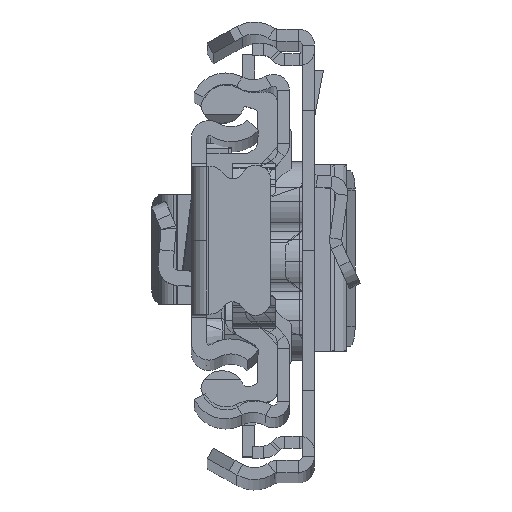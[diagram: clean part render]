
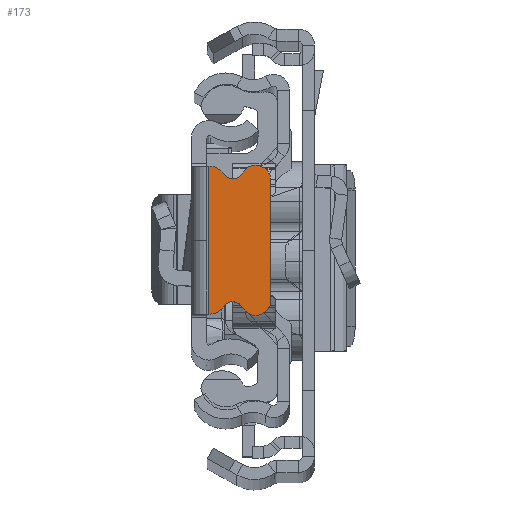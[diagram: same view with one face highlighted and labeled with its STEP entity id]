
A CAD part, top view. The second image highlights one B-rep face of the part: STEP entity #173.
In plain terms, the highlighted planar face has unit normal (0, 0, 1).
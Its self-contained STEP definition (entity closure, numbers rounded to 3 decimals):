
#173 = ADVANCED_FACE ( 'NONE', ( #12579 ), #14400, .T. ) ;
#199 = DIRECTION ( 'NONE',  ( 0., -1., 0. ) ) ;
#1092 = AXIS2_PLACEMENT_3D ( 'NONE', #1906, #2031, #9886 ) ;
#1138 = CARTESIAN_POINT ( 'NONE',  ( -7.929, 6., 0. ) ) ;
#1230 = VERTEX_POINT ( 'NONE', #11676 ) ;
#1520 = ORIENTED_EDGE ( 'NONE', *, *, #21471, .F. ) ;
#1808 = AXIS2_PLACEMENT_3D ( 'NONE', #9299, #9043, #24630 ) ;
#1892 = DIRECTION ( 'NONE',  ( -1., 0., 0. ) ) ;
#1906 = CARTESIAN_POINT ( 'NONE',  ( -1.929, 5.87, 0. ) ) ;
#2031 = DIRECTION ( 'NONE',  ( 0., 0., 1. ) ) ;
#2094 = EDGE_CURVE ( 'NONE', #20824, #17094, #25197, .T. ) ;
#3330 = CARTESIAN_POINT ( 'NONE',  ( -4.142, 7.236, 0. ) ) ;
#3609 = VERTEX_POINT ( 'NONE', #22494 ) ;
#3729 = CARTESIAN_POINT ( 'NONE',  ( -7.929, -6., 0. ) ) ;
#3993 = CIRCLE ( 'NONE', #1092, 1.5 ) ;
#4105 = CARTESIAN_POINT ( 'NONE',  ( -5.109, -6.713, 0. ) ) ;
#4976 = VERTEX_POINT ( 'NONE', #20269 ) ;
#5113 = AXIS2_PLACEMENT_3D ( 'NONE', #18459, #18087, #16141 ) ;
#5157 = CARTESIAN_POINT ( 'NONE',  ( -1.929, 7.37, 0. ) ) ;
#5259 = DIRECTION ( 'NONE',  ( 0., -1., 0. ) ) ;
#5323 = DIRECTION ( 'NONE',  ( -1., 0., 0. ) ) ;
#6030 = VERTEX_POINT ( 'NONE', #15742 ) ;
#6413 = VECTOR ( 'NONE', #5259, 1000. ) ;
#6731 = DIRECTION ( 'NONE',  ( 0., 0., 1. ) ) ;
#7007 = VECTOR ( 'NONE', #5323, 1000. ) ;
#7505 = EDGE_CURVE ( 'NONE', #1230, #22294, #18951, .T. ) ;
#7738 = CARTESIAN_POINT ( 'NONE',  ( -1.929, 7.37, 0. ) ) ;
#8178 = LINE ( 'NONE', #11794, #24114 ) ;
#8293 = AXIS2_PLACEMENT_3D ( 'NONE', #21722, #10129, #1892 ) ;
#8300 = CIRCLE ( 'NONE', #16532, 1.1 ) ;
#8389 = CIRCLE ( 'NONE', #1808, 1.5 ) ;
#9019 = VERTEX_POINT ( 'NONE', #9802 ) ;
#9043 = DIRECTION ( 'NONE',  ( 0., 0., 1. ) ) ;
#9165 = CIRCLE ( 'NONE', #23144, 1.5 ) ;
#9187 = EDGE_CURVE ( 'NONE', #6030, #3609, #8300, .T. ) ;
#9299 = CARTESIAN_POINT ( 'NONE',  ( -6.429, 6., 0. ) ) ;
#9802 = CARTESIAN_POINT ( 'NONE',  ( -1.75, 7.37, 0. ) ) ;
#9886 = DIRECTION ( 'NONE',  ( -1., 0., 0. ) ) ;
#10129 = DIRECTION ( 'NONE',  ( 0., 0., -1. ) ) ;
#10538 = ORIENTED_EDGE ( 'NONE', *, *, #18709, .T. ) ;
#10813 = VECTOR ( 'NONE', #19699, 1000. ) ;
#11174 = DIRECTION ( 'NONE',  ( 1., 0., 0. ) ) ;
#11511 = EDGE_CURVE ( 'NONE', #17094, #21090, #9165, .T. ) ;
#11676 = CARTESIAN_POINT ( 'NONE',  ( -1.75, -7.37, 0. ) ) ;
#11794 = CARTESIAN_POINT ( 'NONE',  ( -1.75, 0., 0. ) ) ;
#12579 = FACE_OUTER_BOUND ( 'NONE', #24064, .T. ) ;
#13223 = CIRCLE ( 'NONE', #8293, 1.1 ) ;
#13787 = LINE ( 'NONE', #7738, #10813 ) ;
#13885 = ORIENTED_EDGE ( 'NONE', *, *, #22233, .F. ) ;
#14132 = EDGE_CURVE ( 'NONE', #4976, #22294, #22016, .T. ) ;
#14177 = AXIS2_PLACEMENT_3D ( 'NONE', #22267, #22511, #14899 ) ;
#14400 = PLANE ( 'NONE',  #14177 ) ;
#14702 = CARTESIAN_POINT ( 'NONE',  ( -6.429, -6., 0. ) ) ;
#14859 = EDGE_CURVE ( 'NONE', #23821, #6030, #3993, .T. ) ;
#14899 = DIRECTION ( 'NONE',  ( 1., 0., 0. ) ) ;
#15103 = CARTESIAN_POINT ( 'NONE',  ( -1.929, -7.37, 0. ) ) ;
#15742 = CARTESIAN_POINT ( 'NONE',  ( -3.206, 6.658, 0. ) ) ;
#16141 = DIRECTION ( 'NONE',  ( 1., 0., 0. ) ) ;
#16436 = ORIENTED_EDGE ( 'NONE', *, *, #14132, .T. ) ;
#16532 = AXIS2_PLACEMENT_3D ( 'NONE', #3330, #23027, #11174 ) ;
#17094 = VERTEX_POINT ( 'NONE', #3729 ) ;
#17901 = CARTESIAN_POINT ( 'NONE',  ( -1.929, -7.37, 0. ) ) ;
#18087 = DIRECTION ( 'NONE',  ( 0., 0., 1. ) ) ;
#18459 = CARTESIAN_POINT ( 'NONE',  ( -1.929, -5.87, 0. ) ) ;
#18709 = EDGE_CURVE ( 'NONE', #21090, #4976, #13223, .T. ) ;
#18951 = LINE ( 'NONE', #15103, #7007 ) ;
#19011 = CARTESIAN_POINT ( 'NONE',  ( -7.929, -6., 0. ) ) ;
#19168 = ORIENTED_EDGE ( 'NONE', *, *, #14859, .T. ) ;
#19699 = DIRECTION ( 'NONE',  ( 1., 0., 0. ) ) ;
#20269 = CARTESIAN_POINT ( 'NONE',  ( -3.206, -6.658, 0. ) ) ;
#20824 = VERTEX_POINT ( 'NONE', #1138 ) ;
#21090 = VERTEX_POINT ( 'NONE', #4105 ) ;
#21471 = EDGE_CURVE ( 'NONE', #9019, #1230, #8178, .T. ) ;
#21722 = CARTESIAN_POINT ( 'NONE',  ( -4.142, -7.236, 0. ) ) ;
#22016 = CIRCLE ( 'NONE', #5113, 1.5 ) ;
#22073 = ORIENTED_EDGE ( 'NONE', *, *, #23097, .T. ) ;
#22233 = EDGE_CURVE ( 'NONE', #23821, #9019, #13787, .T. ) ;
#22267 = CARTESIAN_POINT ( 'NONE',  ( 594.071, 0., 0. ) ) ;
#22294 = VERTEX_POINT ( 'NONE', #17901 ) ;
#22494 = CARTESIAN_POINT ( 'NONE',  ( -5.109, 6.713, 0. ) ) ;
#22511 = DIRECTION ( 'NONE',  ( 0., 0., 1. ) ) ;
#22543 = ORIENTED_EDGE ( 'NONE', *, *, #11511, .T. ) ;
#22691 = DIRECTION ( 'NONE',  ( 1., 0., 0. ) ) ;
#22904 = ORIENTED_EDGE ( 'NONE', *, *, #7505, .F. ) ;
#23027 = DIRECTION ( 'NONE',  ( 0., 0., -1. ) ) ;
#23097 = EDGE_CURVE ( 'NONE', #3609, #20824, #8389, .T. ) ;
#23144 = AXIS2_PLACEMENT_3D ( 'NONE', #14702, #6731, #22691 ) ;
#23418 = ORIENTED_EDGE ( 'NONE', *, *, #2094, .T. ) ;
#23821 = VERTEX_POINT ( 'NONE', #5157 ) ;
#24064 = EDGE_LOOP ( 'NONE', ( #1520, #13885, #19168, #24675, #22073, #23418, #22543, #10538, #16436, #22904 ) ) ;
#24114 = VECTOR ( 'NONE', #199, 1000. ) ;
#24630 = DIRECTION ( 'NONE',  ( -1., 0., 0. ) ) ;
#24675 = ORIENTED_EDGE ( 'NONE', *, *, #9187, .T. ) ;
#25197 = LINE ( 'NONE', #19011, #6413 ) ;
